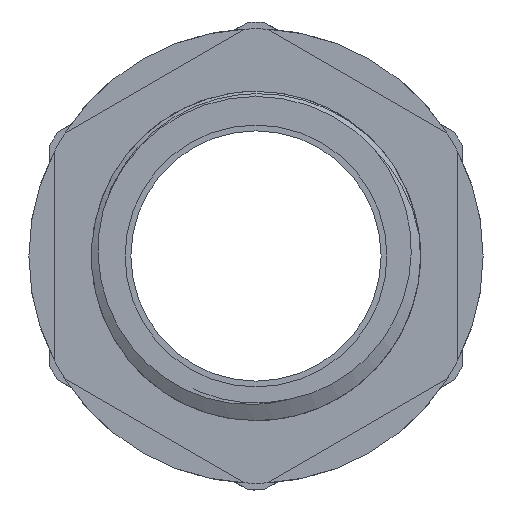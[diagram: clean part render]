
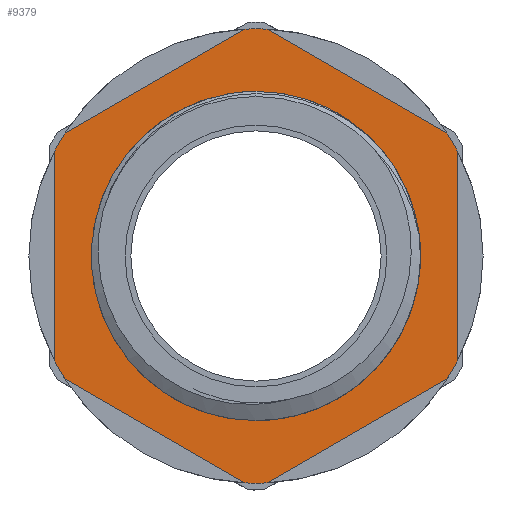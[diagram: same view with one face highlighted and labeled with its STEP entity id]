
A CAD part, front view. The second image highlights one B-rep face of the part: STEP entity #9379.
In plain terms, the highlighted planar face has unit normal (0, -1, 0).
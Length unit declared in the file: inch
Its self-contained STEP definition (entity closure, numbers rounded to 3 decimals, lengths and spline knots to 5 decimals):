
#136 = AXIS2_PLACEMENT_3D ( 'NONE', #1949, #8968, #2979 ) ;
#177 = CARTESIAN_POINT ( 'NONE',  ( -0.76285, -0.579, -0.49151 ) ) ;
#513 = DIRECTION ( 'NONE',  ( 0., 0., -1. ) ) ;
#537 = ORIENTED_EDGE ( 'NONE', *, *, #5711, .T. ) ;
#656 = EDGE_CURVE ( 'NONE', #2021, #2718, #9969, .T. ) ;
#702 = AXIS2_PLACEMENT_3D ( 'NONE', #4075, #10936, #5090 ) ;
#816 = CARTESIAN_POINT ( 'NONE',  ( 0.04424, -0.579, 0.9064 ) ) ;
#839 = DIRECTION ( 'NONE',  ( -0.866, 0., -0.5 ) ) ;
#1294 = CARTESIAN_POINT ( 'NONE',  ( -0.80708, -0.579, 0. ) ) ;
#1376 = CARTESIAN_POINT ( 'NONE',  ( -0.80708, -0.579, 0.41489 ) ) ;
#1432 = CIRCLE ( 'NONE', #702, 0.6575 ) ;
#1588 = CARTESIAN_POINT ( 'NONE',  ( 0.76285, -0.579, 0.49151 ) ) ;
#1600 = AXIS2_PLACEMENT_3D ( 'NONE', #4575, #11394, #5561 ) ;
#1814 = EDGE_CURVE ( 'NONE', #2679, #5393, #5473, .T. ) ;
#1888 = ORIENTED_EDGE ( 'NONE', *, *, #2322, .T. ) ;
#1949 = CARTESIAN_POINT ( 'NONE',  ( 0., -0.579, 0. ) ) ;
#2021 = VERTEX_POINT ( 'NONE', #816 ) ;
#2106 = AXIS2_PLACEMENT_3D ( 'NONE', #10847, #5002, #11801 ) ;
#2143 = ORIENTED_EDGE ( 'NONE', *, *, #7964, .T. ) ;
#2266 = CARTESIAN_POINT ( 'NONE',  ( 0., -0.579, 0. ) ) ;
#2292 = ORIENTED_EDGE ( 'NONE', *, *, #12700, .F. ) ;
#2322 = EDGE_CURVE ( 'NONE', #6661, #2679, #6868, .T. ) ;
#2414 = VERTEX_POINT ( 'NONE', #6077 ) ;
#2484 = DIRECTION ( 'NONE',  ( -0.866, 0., 0.5 ) ) ;
#2553 = EDGE_CURVE ( 'NONE', #12135, #2414, #5322, .T. ) ;
#2679 = VERTEX_POINT ( 'NONE', #177 ) ;
#2718 = VERTEX_POINT ( 'NONE', #8236 ) ;
#2753 = CIRCLE ( 'NONE', #2106, 0.90748 ) ;
#2786 = ORIENTED_EDGE ( 'NONE', *, *, #10726, .F. ) ;
#2813 = DIRECTION ( 'NONE',  ( 0., -1., 0. ) ) ;
#2826 = EDGE_CURVE ( 'NONE', #6355, #6661, #8711, .T. ) ;
#2897 = CARTESIAN_POINT ( 'NONE',  ( 0.80709, -0.579, 0. ) ) ;
#2979 = DIRECTION ( 'NONE',  ( 0., 0., -1. ) ) ;
#3038 = CARTESIAN_POINT ( 'NONE',  ( 0., -0.579, 0. ) ) ;
#3072 = CARTESIAN_POINT ( 'NONE',  ( -0.04424, -0.579, -0.9064 ) ) ;
#3218 = ORIENTED_EDGE ( 'NONE', *, *, #2553, .T. ) ;
#3299 = DIRECTION ( 'NONE',  ( 0., 0., -1. ) ) ;
#3512 = VERTEX_POINT ( 'NONE', #5734 ) ;
#3694 = EDGE_LOOP ( 'NONE', ( #11677, #3761, #6759, #537, #6647, #7898, #8809, #1888, #5609, #8994, #7114, #11858, #2143, #3218 ) ) ;
#3761 = ORIENTED_EDGE ( 'NONE', *, *, #8172, .T. ) ;
#3796 = CARTESIAN_POINT ( 'NONE',  ( 0.40354, -0.579, -0.69896 ) ) ;
#4032 = EDGE_CURVE ( 'NONE', #9745, #6355, #8536, .T. ) ;
#4074 = DIRECTION ( 'NONE',  ( 0., 0., -1. ) ) ;
#4075 = CARTESIAN_POINT ( 'NONE',  ( 0., -0.579, 0. ) ) ;
#4089 = CARTESIAN_POINT ( 'NONE',  ( 0., -0.579, 0. ) ) ;
#4122 = CARTESIAN_POINT ( 'NONE',  ( 0.76285, -0.579, -0.49151 ) ) ;
#4188 = AXIS2_PLACEMENT_3D ( 'NONE', #2266, #9269, #3299 ) ;
#4402 = AXIS2_PLACEMENT_3D ( 'NONE', #8808, #2813, #9816 ) ;
#4431 = AXIS2_PLACEMENT_3D ( 'NONE', #6164, #6153, #6151 ) ;
#4532 = VERTEX_POINT ( 'NONE', #1588 ) ;
#4554 = LINE ( 'NONE', #3796, #12302 ) ;
#4575 = CARTESIAN_POINT ( 'NONE',  ( 0., -0.579, 0. ) ) ;
#4653 = CARTESIAN_POINT ( 'NONE',  ( 0., -0.579, -0.6575 ) ) ;
#4692 = VERTEX_POINT ( 'NONE', #9876 ) ;
#5002 = DIRECTION ( 'NONE',  ( 0., -1., 0. ) ) ;
#5090 = DIRECTION ( 'NONE',  ( 0., 0., -1. ) ) ;
#5106 = DIRECTION ( 'NONE',  ( 0., 0., -1. ) ) ;
#5120 = EDGE_CURVE ( 'NONE', #9132, #12282, #4554, .T. ) ;
#5214 = EDGE_CURVE ( 'NONE', #3512, #9745, #11703, .T. ) ;
#5251 = FACE_OUTER_BOUND ( 'NONE', #3694, .T. ) ;
#5322 = LINE ( 'NONE', #2897, #10542 ) ;
#5393 = VERTEX_POINT ( 'NONE', #3072 ) ;
#5473 = LINE ( 'NONE', #6241, #9028 ) ;
#5527 = DIRECTION ( 'NONE',  ( 0., 0., -1. ) ) ;
#5561 = DIRECTION ( 'NONE',  ( 0., 0., -1. ) ) ;
#5609 = ORIENTED_EDGE ( 'NONE', *, *, #1814, .T. ) ;
#5711 = EDGE_CURVE ( 'NONE', #2718, #3512, #2753, .T. ) ;
#5734 = CARTESIAN_POINT ( 'NONE',  ( -0.04424, -0.579, 0.9064 ) ) ;
#5790 = VECTOR ( 'NONE', #7330, 39.37008 ) ;
#5836 = DIRECTION ( 'NONE',  ( 0.866, 0., 0.5 ) ) ;
#5898 = VERTEX_POINT ( 'NONE', #12201 ) ;
#5902 = DIRECTION ( 'NONE',  ( 0.866, 0., -0.5 ) ) ;
#5916 = CARTESIAN_POINT ( 'NONE',  ( -0.40354, -0.579, 0.69896 ) ) ;
#6077 = CARTESIAN_POINT ( 'NONE',  ( 0.80708, -0.579, 0.41489 ) ) ;
#6151 = DIRECTION ( 'NONE',  ( 0., 0., -1. ) ) ;
#6153 = DIRECTION ( 'NONE',  ( 0., -1., 0. ) ) ;
#6164 = CARTESIAN_POINT ( 'NONE',  ( 0., -0.579, 0. ) ) ;
#6241 = CARTESIAN_POINT ( 'NONE',  ( -0.40354, -0.579, -0.69896 ) ) ;
#6355 = VERTEX_POINT ( 'NONE', #1376 ) ;
#6589 = DIRECTION ( 'NONE',  ( 0., -1., 0. ) ) ;
#6626 = CIRCLE ( 'NONE', #7979, 0.6575 ) ;
#6647 = ORIENTED_EDGE ( 'NONE', *, *, #5214, .T. ) ;
#6661 = VERTEX_POINT ( 'NONE', #10347 ) ;
#6759 = ORIENTED_EDGE ( 'NONE', *, *, #656, .T. ) ;
#6868 = CIRCLE ( 'NONE', #136, 0.90748 ) ;
#7114 = ORIENTED_EDGE ( 'NONE', *, *, #10574, .T. ) ;
#7138 = AXIS2_PLACEMENT_3D ( 'NONE', #4089, #10952, #5106 ) ;
#7330 = DIRECTION ( 'NONE',  ( 0., 0., -1. ) ) ;
#7749 = LINE ( 'NONE', #12293, #12254 ) ;
#7879 = FACE_BOUND ( 'NONE', #10054, .T. ) ;
#7898 = ORIENTED_EDGE ( 'NONE', *, *, #4032, .T. ) ;
#7964 = EDGE_CURVE ( 'NONE', #12282, #12135, #8670, .T. ) ;
#7979 = AXIS2_PLACEMENT_3D ( 'NONE', #3038, #10008, #4074 ) ;
#8172 = EDGE_CURVE ( 'NONE', #4532, #2021, #7749, .T. ) ;
#8236 = CARTESIAN_POINT ( 'NONE',  ( 0., -0.579, 0.90748 ) ) ;
#8454 = CARTESIAN_POINT ( 'NONE',  ( 0., -0.579, 0. ) ) ;
#8536 = CIRCLE ( 'NONE', #1600, 0.90748 ) ;
#8670 = CIRCLE ( 'NONE', #4188, 0.90748 ) ;
#8711 = LINE ( 'NONE', #1294, #5790 ) ;
#8808 = CARTESIAN_POINT ( 'NONE',  ( 0., -0.579, 0. ) ) ;
#8809 = ORIENTED_EDGE ( 'NONE', *, *, #2826, .T. ) ;
#8869 = VECTOR ( 'NONE', #839, 39.37008 ) ;
#8968 = DIRECTION ( 'NONE',  ( 0., -1., 0. ) ) ;
#8994 = ORIENTED_EDGE ( 'NONE', *, *, #12148, .T. ) ;
#9028 = VECTOR ( 'NONE', #5902, 39.37008 ) ;
#9132 = VERTEX_POINT ( 'NONE', #12045 ) ;
#9269 = DIRECTION ( 'NONE',  ( 0., -1., 0. ) ) ;
#9379 = ADVANCED_FACE ( 'NONE', ( #7879, #5251 ), #11275, .T. ) ;
#9745 = VERTEX_POINT ( 'NONE', #12538 ) ;
#9816 = DIRECTION ( 'NONE',  ( 0., 0., -1. ) ) ;
#9859 = AXIS2_PLACEMENT_3D ( 'NONE', #8454, #11353, #5527 ) ;
#9876 = CARTESIAN_POINT ( 'NONE',  ( 0., -0.579, 0.6575 ) ) ;
#9969 = CIRCLE ( 'NONE', #4431, 0.90748 ) ;
#10008 = DIRECTION ( 'NONE',  ( 0., -1., 0. ) ) ;
#10054 = EDGE_LOOP ( 'NONE', ( #2292, #2786 ) ) ;
#10347 = CARTESIAN_POINT ( 'NONE',  ( -0.80708, -0.579, -0.41489 ) ) ;
#10542 = VECTOR ( 'NONE', #12660, 39.37008 ) ;
#10574 = EDGE_CURVE ( 'NONE', #5898, #9132, #12827, .T. ) ;
#10597 = CIRCLE ( 'NONE', #7138, 0.90748 ) ;
#10651 = AXIS2_PLACEMENT_3D ( 'NONE', #12366, #6589, #513 ) ;
#10726 = EDGE_CURVE ( 'NONE', #11220, #4692, #1432, .T. ) ;
#10847 = CARTESIAN_POINT ( 'NONE',  ( 0., -0.579, 0. ) ) ;
#10910 = CARTESIAN_POINT ( 'NONE',  ( 0.80709, -0.579, -0.41489 ) ) ;
#10936 = DIRECTION ( 'NONE',  ( 0., -1., 0. ) ) ;
#10952 = DIRECTION ( 'NONE',  ( 0., -1., 0. ) ) ;
#11220 = VERTEX_POINT ( 'NONE', #4653 ) ;
#11275 = PLANE ( 'NONE',  #9859 ) ;
#11353 = DIRECTION ( 'NONE',  ( 0., -1., 0. ) ) ;
#11394 = DIRECTION ( 'NONE',  ( 0., -1., 0. ) ) ;
#11677 = ORIENTED_EDGE ( 'NONE', *, *, #11807, .T. ) ;
#11703 = LINE ( 'NONE', #5916, #8869 ) ;
#11801 = DIRECTION ( 'NONE',  ( 0., 0., -1. ) ) ;
#11807 = EDGE_CURVE ( 'NONE', #2414, #4532, #12661, .T. ) ;
#11858 = ORIENTED_EDGE ( 'NONE', *, *, #5120, .T. ) ;
#12045 = CARTESIAN_POINT ( 'NONE',  ( 0.04424, -0.579, -0.9064 ) ) ;
#12135 = VERTEX_POINT ( 'NONE', #10910 ) ;
#12148 = EDGE_CURVE ( 'NONE', #5393, #5898, #10597, .T. ) ;
#12201 = CARTESIAN_POINT ( 'NONE',  ( 0., -0.579, -0.90748 ) ) ;
#12254 = VECTOR ( 'NONE', #2484, 39.37008 ) ;
#12282 = VERTEX_POINT ( 'NONE', #4122 ) ;
#12293 = CARTESIAN_POINT ( 'NONE',  ( 0.40354, -0.579, 0.69896 ) ) ;
#12302 = VECTOR ( 'NONE', #5836, 39.37008 ) ;
#12366 = CARTESIAN_POINT ( 'NONE',  ( 0., -0.579, 0. ) ) ;
#12538 = CARTESIAN_POINT ( 'NONE',  ( -0.76285, -0.579, 0.49151 ) ) ;
#12660 = DIRECTION ( 'NONE',  ( 0., 0., 1. ) ) ;
#12661 = CIRCLE ( 'NONE', #10651, 0.90748 ) ;
#12700 = EDGE_CURVE ( 'NONE', #4692, #11220, #6626, .T. ) ;
#12827 = CIRCLE ( 'NONE', #4402, 0.90748 ) ;
